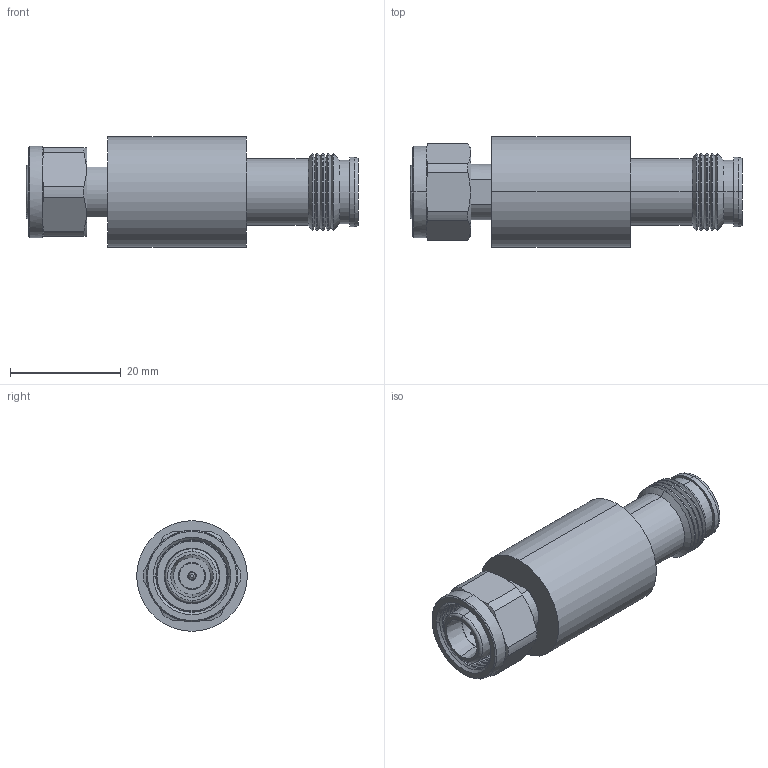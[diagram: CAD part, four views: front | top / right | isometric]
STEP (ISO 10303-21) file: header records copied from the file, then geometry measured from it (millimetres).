
FILE_DESCRIPTION (( 'STEP AP214' ), '1' );
FILE_NAME ('FMAT7492-3_3D.step', '2023-06-08T13:38:54', ( '' ), ( '' ), 'SwSTEP 2.0', 'SolidWorks 2022', '' );
FILE_SCHEMA (( 'AUTOMOTIVE_DESIGN' ));
Length unit declared in the file: millimetre
Products named in the file (11): insulator^Copy of 2.2-5 male_FMAT7492; inner o-ring^Copy of 2.2-5 male_FMAT7492; hex body^Copy of 2.2-5 male_FMAT7492; outer o-ring^Copy of 2.2-5 male_FMAT7492; Copy of 2.2-5 female^FMAT7492; connector body^Copy of 2.2-5 male_FMAT7492; Copy of attenuator housing^FMAT7492; pin^Copy of 2.2-5 male_FMAT7492; Copy of 2.2-5 male^FMAT7492; FMAT7492; FMAT7492-3_3D
Assembly tree (10 placements, depth 4):
  FMAT7492-3_3D
    FMAT7492
      Copy of 2.2-5 male^FMAT7492
        connector body^Copy of 2.2-5 male_FMAT7492
        insulator^Copy of 2.2-5 male_FMAT7492
        pin^Copy of 2.2-5 male_FMAT7492
        inner o-ring^Copy of 2.2-5 male_FMAT7492
        outer o-ring^Copy of 2.2-5 male_FMAT7492
        hex body^Copy of 2.2-5 male_FMAT7492
      Copy of attenuator housing^FMAT7492
      Copy of 2.2-5 female^FMAT7492
Bounding box: 60 x 20 x 20 mm (x, y, z)
Volume: 12221.2 mm3; surface area: 6570.4 mm2
Topology: 8 solids, 8 shells, 242 faces, 533 edges, 313 vertices
Faces by surface type: cone 98, cylinder 80, plane 37, torus 25, bspline 2
Entity records: 7346 total; most frequent: CARTESIAN_POINT 1424, DIRECTION 1324, ORIENTED_EDGE 1062, AXIS2_PLACEMENT_3D 567, EDGE_CURVE 531, VERTEX_POINT 313, CIRCLE 312, EDGE_LOOP 260
